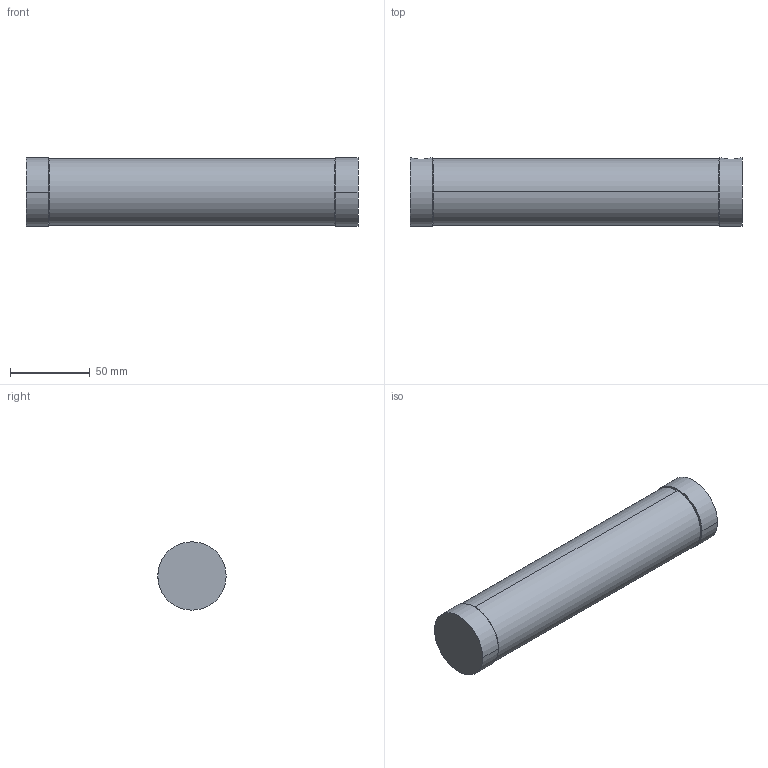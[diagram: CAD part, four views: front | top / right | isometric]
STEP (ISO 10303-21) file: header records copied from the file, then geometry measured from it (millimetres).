
FILE_DESCRIPTION (( 'STEP AP214' ), '1' );
FILE_NAME ('276-8749-000 Simplified Model.STEP', '2023-07-27T14:49:52', ( '' ), ( '' ), 'SwSTEP 2.0', 'SolidWorks 2021', '' );
FILE_SCHEMA (( 'AUTOMOTIVE_DESIGN' ));
Length unit declared in the file: millimetre
Products named in the file (1): 276-8749-000 Simplified Model
Bounding box: 208 x 42.8 x 42.8 mm (x, y, z)
Volume: 107536.6 mm3; surface area: 52154.3 mm2
Topology: 1 solids, 2 shells, 30 faces, 66 edges, 44 vertices
Faces by surface type: cylinder 16, plane 10, cone 4
Entity records: 1034 total; most frequent: CARTESIAN_POINT 313, DIRECTION 156, ORIENTED_EDGE 132, AXIS2_PLACEMENT_3D 67, EDGE_CURVE 66, VERTEX_POINT 44, CIRCLE 36, EDGE_LOOP 34
